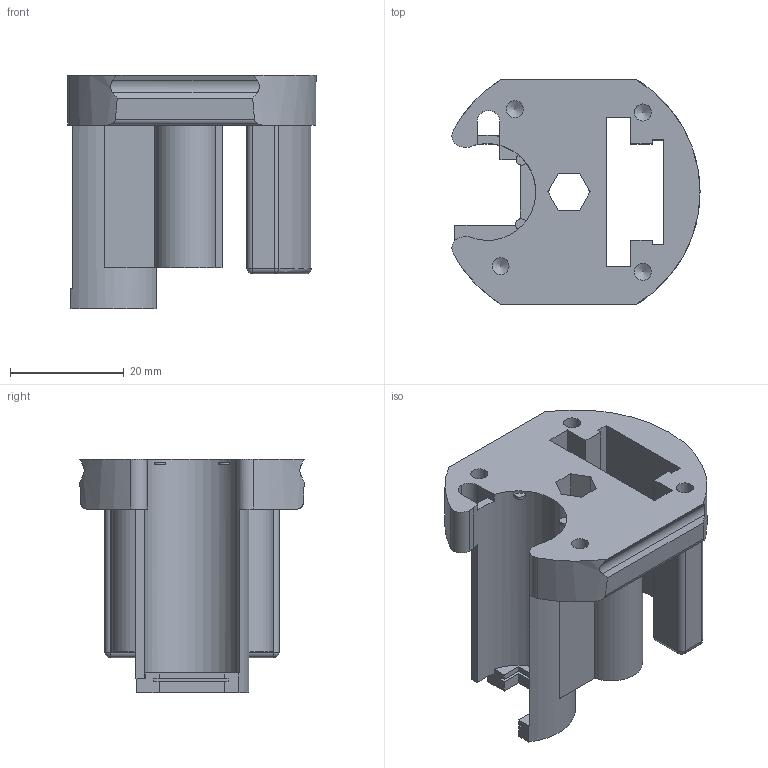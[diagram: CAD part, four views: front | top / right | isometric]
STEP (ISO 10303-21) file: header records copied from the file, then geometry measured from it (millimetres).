
FILE_DESCRIPTION(/* description */ (''),/* implementation_level */ '2;1');
FILE_NAME(/* name */ 'Base.step',/* time_stamp */ '2025-10-21T16:54:13+01:00',/* author */ (''),/* organization */ (''),/* preprocessor_version */ 'ST-DEVELOPER v20.1',/* originating_system */ 'Autodesk Translation Framework v14.17.0.0',/* authorisation */ '');
FILE_SCHEMA (('AUTOMOTIVE_DESIGN { 1 0 10303 214 3 1 1 }'));
Length unit declared in the file: millimetre
Products named in the file (1): Base
Bounding box: 43.53 x 39.39 x 41 mm (x, y, z)
Volume: 19003.9 mm3; surface area: 12119.1 mm2
Topology: 3 solids, 3 shells, 256 faces, 711 edges, 462 vertices
Faces by surface type: cylinder 140, plane 101, cone 6, sphere 4, bspline 4, torus 1
Full cylindrical faces by diameter (mm): 0.8 x2, 2.529 x24, 3 x4, 3.086 x12
Entity records: 14057 total; most frequent: CARTESIAN_POINT 7844, ORIENTED_EDGE 1414, DIRECTION 1098, EDGE_CURVE 707, VERTEX_POINT 462, LINE 374, VECTOR 374, AXIS2_PLACEMENT_3D 362
